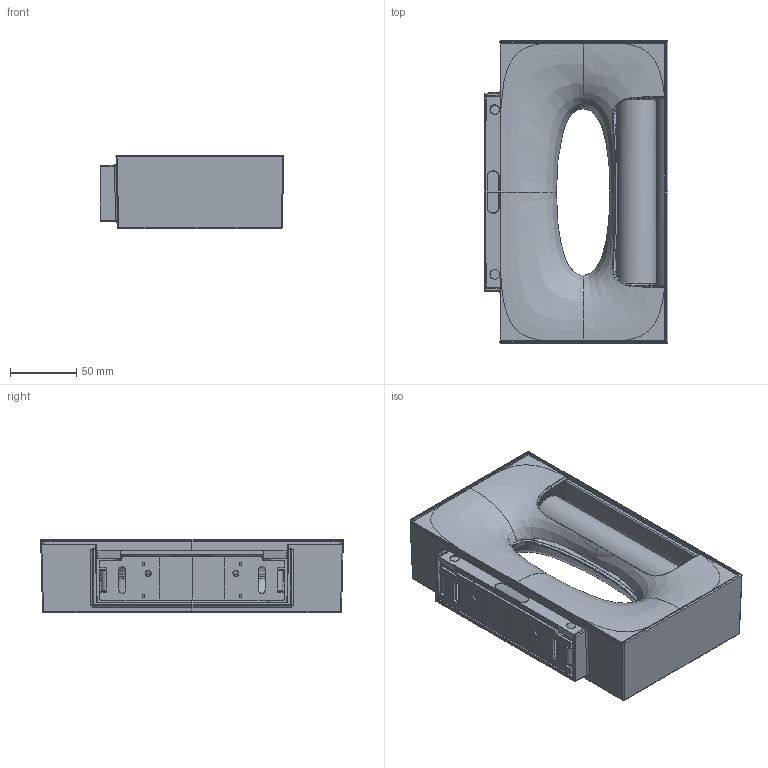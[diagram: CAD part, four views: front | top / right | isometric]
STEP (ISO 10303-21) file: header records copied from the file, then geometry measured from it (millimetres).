
FILE_DESCRIPTION(/* description */ (''),/* implementation_level */ '2;1');
FILE_NAME(/* name */ 'Melete_3Dc3',/* time_stamp */ '2011-12-06T15:36:20+01:00',/* author */ (''),/* organization */ (''),/* preprocessor_version */ 'ST-DEVELOPER v10',/* originating_system */ '',/* authorisation */ '');
FILE_SCHEMA (('CONFIG_CONTROL_DESIGN'));
Length unit declared in the file: millimetre
Products named in the file (1): 1
Bounding box: 138.48 x 227.84 x 55 mm (x, y, z)
Surface area: 114313.2 mm2 (no closed solid volume)
Topology: 0 solids, 5 shells, 321 faces, 937 edges, 589 vertices
Faces by surface type: bspline 238, plane 83
Entity records: 16189 total; most frequent: CARTESIAN_POINT 11192, ORIENTED_EDGE 1611, EDGE_CURVE 918, VERTEX_POINT 589, B_SPLINE_CURVE_WITH_KNOTS 485, EDGE_LOOP 342, ADVANCED_FACE 321, FACE_OUTER_BOUND 321
